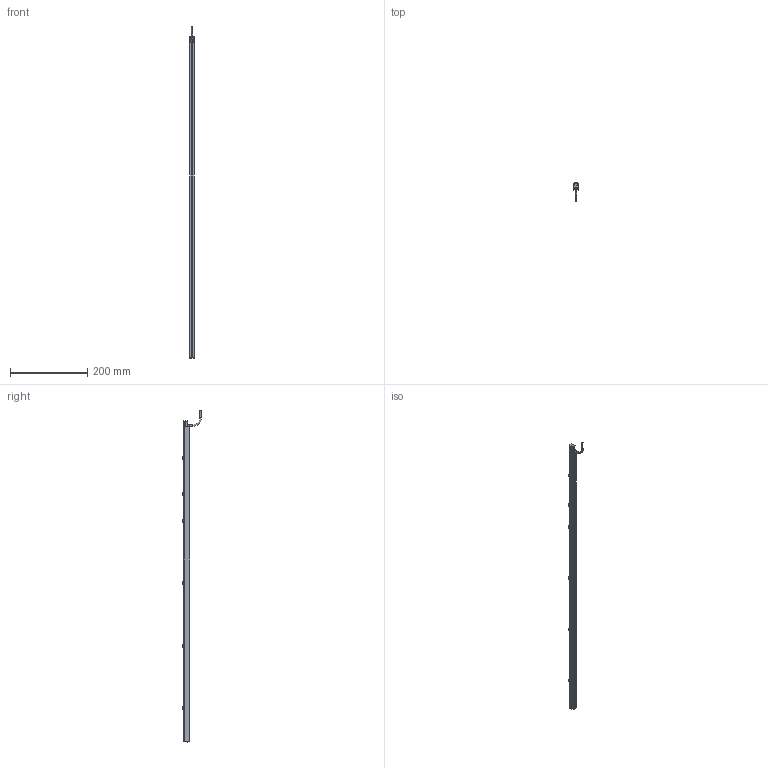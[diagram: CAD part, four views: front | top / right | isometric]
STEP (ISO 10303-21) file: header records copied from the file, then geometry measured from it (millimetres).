
FILE_DESCRIPTION((''),'2;1');
FILE_NAME('215298_ASM','2020-04-13T09:51:49',('PDMAdmin'),('BANNER ENGINEERING'),'CREO PARAMETRIC BY PTC INC, 2019292','CREO PARAMETRIC BY PTC INC, 2019292','');
FILE_SCHEMA(('CONFIG_CONTROL_DESIGN'));
Products named in the file (23): 216842_AF0; 212546_AF0; 213799_AF0; 213800_AF1; 213800_AF0_ASM; 213799_AF1; 213800_AF3; 213800_AF2_ASM; 213799_AF2; 213800_AF5; 213800_AF4_ASM; 213799_AF3; 213800_AF7; 213800_AF6_ASM; 213799_AF4; 213800_AF9; 213800_AF8_ASM; 213113_AF1; 213732_AF0; 213113_AF0_ASM; TTR_WEB_CABLE_SNUB; 214493; 215298_ASM
Assembly tree (22 placements, depth 3):
  215298_ASM
    216842_AF0
    212546_AF0
    213800_AF0_ASM
      213799_AF0
      213800_AF1
    213800_AF2_ASM
      213799_AF1
      213800_AF3
    213800_AF4_ASM
      213799_AF2
      213800_AF5
    213800_AF6_ASM
      213799_AF3
      213800_AF7
    213800_AF8_ASM
      213799_AF4
      213800_AF9
    213113_AF0_ASM
      213113_AF1
      213732_AF0
    TTR_WEB_CABLE_SNUB
    214493
Bounding box: 12 x 49.1 x 859.15 mm (x, y, z)
Volume: 49337.4 mm3; surface area: 91737.9 mm2
Topology: 16 solids, 18 shells, 1278 faces, 3336 edges, 2070 vertices
Faces by surface type: bspline 428, plane 369, cylinder 304, cone 101, sphere 26, revolution 20, torus 18, extrusion 12
Entity records: 72115 total; most frequent: CARTESIAN_POINT 45020, ORIENTED_EDGE 6608, DIRECTION 4006, EDGE_CURVE 3314, VERTEX_POINT 2070, B_SPLINE_CURVE_WITH_KNOTS 1690, AXIS2_PLACEMENT_3D 1439, EDGE_LOOP 1310
